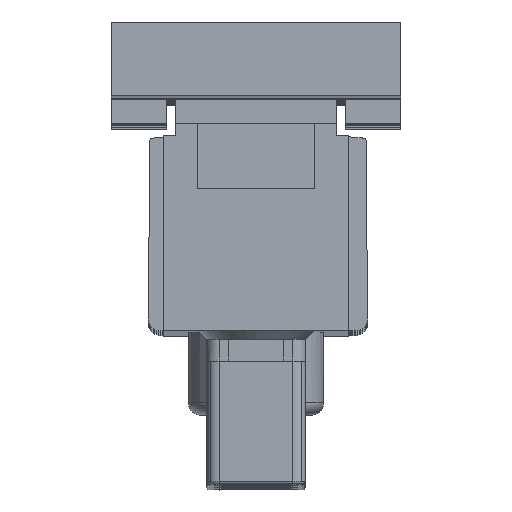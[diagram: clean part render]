
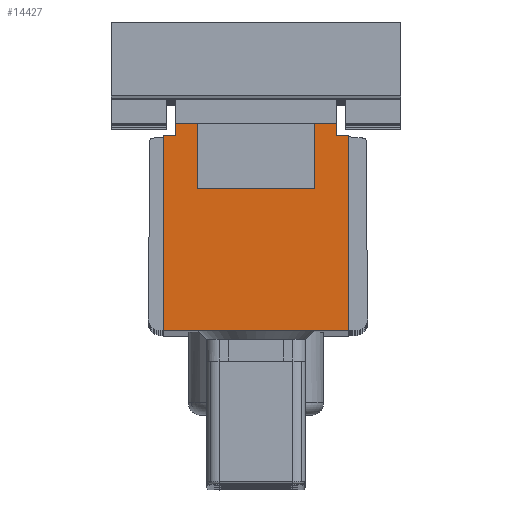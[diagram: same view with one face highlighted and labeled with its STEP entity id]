
A CAD part, top view. The second image highlights one B-rep face of the part: STEP entity #14427.
In plain terms, the highlighted planar face has unit normal (0, 0, 1).
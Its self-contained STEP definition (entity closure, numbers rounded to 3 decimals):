
#14394=AXIS2_PLACEMENT_3D('Plane Axis2P3D',#14391,#14392,#14393) ;
#10800=CARTESIAN_POINT('Vertex',(2.,0.,580.)) ;
#10803=CARTESIAN_POINT('Line Origine',(3.75,0.,580.)) ;
#10807=CARTESIAN_POINT('Vertex',(5.5,0.,580.)) ;
#10819=CARTESIAN_POINT('Vertex',(24.5,0.,580.)) ;
#10822=CARTESIAN_POINT('Line Origine',(26.25,0.,580.)) ;
#10826=CARTESIAN_POINT('Vertex',(28.,0.,580.)) ;
#10961=CARTESIAN_POINT('Vertex',(24.5,-10.5,580.)) ;
#10964=CARTESIAN_POINT('Line Origine',(24.5,-5.25,580.)) ;
#10988=CARTESIAN_POINT('Line Origine',(15.,-10.5,580.)) ;
#10992=CARTESIAN_POINT('Vertex',(5.5,-10.5,580.)) ;
#11019=CARTESIAN_POINT('Line Origine',(5.5,-5.25,580.)) ;
#11042=CARTESIAN_POINT('Vertex',(30.,-33.5,580.)) ;
#11045=CARTESIAN_POINT('Line Origine',(15.,-33.5,580.)) ;
#11049=CARTESIAN_POINT('Vertex',(0.,-33.5,580.)) ;
#13790=CARTESIAN_POINT('Line Origine',(28.,-1.,580.)) ;
#13794=CARTESIAN_POINT('Vertex',(28.,-2.,580.)) ;
#13825=CARTESIAN_POINT('Vertex',(2.,-2.,580.)) ;
#13828=CARTESIAN_POINT('Line Origine',(2.,-1.,580.)) ;
#14313=CARTESIAN_POINT('Line Origine',(0.,-17.75,580.)) ;
#14317=CARTESIAN_POINT('Vertex',(0.,-2.,580.)) ;
#14391=CARTESIAN_POINT('Axis2P3D Location',(30.,0.,580.)) ;
#14396=CARTESIAN_POINT('Line Origine',(30.,-17.75,580.)) ;
#14400=CARTESIAN_POINT('Vertex',(30.,-2.,580.)) ;
#14403=CARTESIAN_POINT('Line Origine',(29.,-2.,580.)) ;
#14408=CARTESIAN_POINT('Line Origine',(1.,-2.,580.)) ;
#10804=DIRECTION('Vector Direction',(-1.,0.,0.)) ;
#10823=DIRECTION('Vector Direction',(-1.,0.,0.)) ;
#10965=DIRECTION('Vector Direction',(0.,-1.,0.)) ;
#10989=DIRECTION('Vector Direction',(-1.,0.,0.)) ;
#11020=DIRECTION('Vector Direction',(0.,1.,0.)) ;
#11046=DIRECTION('Vector Direction',(1.,0.,0.)) ;
#13791=DIRECTION('Vector Direction',(0.,1.,0.)) ;
#13829=DIRECTION('Vector Direction',(0.,-1.,0.)) ;
#14314=DIRECTION('Vector Direction',(0.,-1.,0.)) ;
#14392=DIRECTION('Axis2P3D Direction',(0.,0.,1.)) ;
#14393=DIRECTION('Axis2P3D XDirection',(-1.,0.,0.)) ;
#14397=DIRECTION('Vector Direction',(0.,-1.,0.)) ;
#14404=DIRECTION('Vector Direction',(-1.,0.,0.)) ;
#14409=DIRECTION('Vector Direction',(-1.,0.,0.)) ;
#10805=VECTOR('Line Direction',#10804,1.) ;
#10824=VECTOR('Line Direction',#10823,1.) ;
#10966=VECTOR('Line Direction',#10965,1.) ;
#10990=VECTOR('Line Direction',#10989,1.) ;
#11021=VECTOR('Line Direction',#11020,1.) ;
#11047=VECTOR('Line Direction',#11046,1.) ;
#13792=VECTOR('Line Direction',#13791,1.) ;
#13830=VECTOR('Line Direction',#13829,1.) ;
#14315=VECTOR('Line Direction',#14314,1.) ;
#14398=VECTOR('Line Direction',#14397,1.) ;
#14405=VECTOR('Line Direction',#14404,1.) ;
#14410=VECTOR('Line Direction',#14409,1.) ;
#14414=ORIENTED_EDGE('',*,*,#11051,.T.) ;
#14415=ORIENTED_EDGE('',*,*,#14402,.F.) ;
#14416=ORIENTED_EDGE('',*,*,#14407,.T.) ;
#14417=ORIENTED_EDGE('',*,*,#13796,.T.) ;
#14418=ORIENTED_EDGE('',*,*,#10828,.T.) ;
#14419=ORIENTED_EDGE('',*,*,#10968,.T.) ;
#14420=ORIENTED_EDGE('',*,*,#10994,.T.) ;
#14421=ORIENTED_EDGE('',*,*,#11023,.T.) ;
#14422=ORIENTED_EDGE('',*,*,#10809,.T.) ;
#14423=ORIENTED_EDGE('',*,*,#13832,.T.) ;
#14424=ORIENTED_EDGE('',*,*,#14412,.T.) ;
#14425=ORIENTED_EDGE('',*,*,#14319,.T.) ;
#14427=ADVANCED_FACE('Volumenk\X2\00F6\X0\rper1',(#14426),#14395,.T.) ;
#10809=EDGE_CURVE('',#10808,#10801,#10806,.T.) ;
#10828=EDGE_CURVE('',#10827,#10820,#10825,.T.) ;
#10968=EDGE_CURVE('',#10820,#10962,#10967,.T.) ;
#10994=EDGE_CURVE('',#10962,#10993,#10991,.T.) ;
#11023=EDGE_CURVE('',#10993,#10808,#11022,.T.) ;
#11051=EDGE_CURVE('',#11050,#11043,#11048,.T.) ;
#13796=EDGE_CURVE('',#13795,#10827,#13793,.T.) ;
#13832=EDGE_CURVE('',#10801,#13826,#13831,.T.) ;
#14319=EDGE_CURVE('',#14318,#11050,#14316,.T.) ;
#14402=EDGE_CURVE('',#14401,#11043,#14399,.T.) ;
#14407=EDGE_CURVE('',#14401,#13795,#14406,.T.) ;
#14412=EDGE_CURVE('',#13826,#14318,#14411,.T.) ;
#14413=EDGE_LOOP('',(#14414,#14415,#14416,#14417,#14418,#14419,#14420,#14421,#14422,#14423,#14424,#14425)) ;
#14426=FACE_OUTER_BOUND('',#14413,.T.) ;
#10806=LINE('Line',#10803,#10805) ;
#10825=LINE('Line',#10822,#10824) ;
#10967=LINE('Line',#10964,#10966) ;
#10991=LINE('Line',#10988,#10990) ;
#11022=LINE('Line',#11019,#11021) ;
#11048=LINE('Line',#11045,#11047) ;
#13793=LINE('Line',#13790,#13792) ;
#13831=LINE('Line',#13828,#13830) ;
#14316=LINE('Line',#14313,#14315) ;
#14399=LINE('Line',#14396,#14398) ;
#14406=LINE('Line',#14403,#14405) ;
#14411=LINE('Line',#14408,#14410) ;
#14395=PLANE('',#14394) ;
#10801=VERTEX_POINT('',#10800) ;
#10808=VERTEX_POINT('',#10807) ;
#10820=VERTEX_POINT('',#10819) ;
#10827=VERTEX_POINT('',#10826) ;
#10962=VERTEX_POINT('',#10961) ;
#10993=VERTEX_POINT('',#10992) ;
#11043=VERTEX_POINT('',#11042) ;
#11050=VERTEX_POINT('',#11049) ;
#13795=VERTEX_POINT('',#13794) ;
#13826=VERTEX_POINT('',#13825) ;
#14318=VERTEX_POINT('',#14317) ;
#14401=VERTEX_POINT('',#14400) ;
